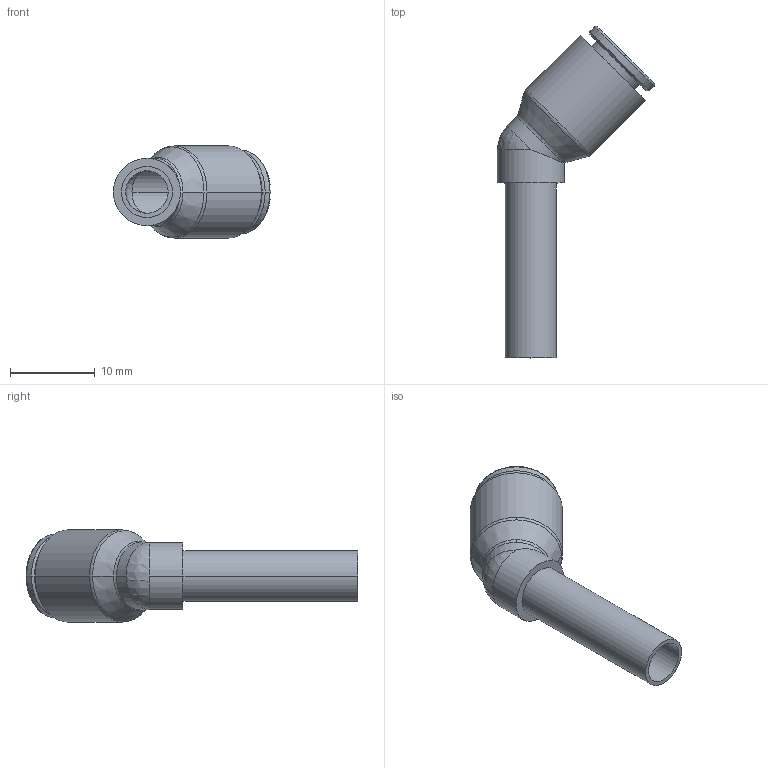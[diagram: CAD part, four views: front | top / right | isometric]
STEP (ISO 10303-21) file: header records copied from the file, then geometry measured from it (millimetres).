
FILE_DESCRIPTION(('STEP AP214'),'1');
FILE_NAME('6380_06_00WP2.stp','2016-07-07T14:17:39',('TraceParts'),('TraceParts S.A.'),'Spatial InterOp 3D',' ',' ');
FILE_SCHEMA(('automotive_design'));
Length unit declared in the file: millimetre
Products named in the file (1): 1
Bounding box: 18.51 x 39.08 x 10.85 mm (x, y, z)
Volume: 1112.2 mm3; surface area: 1839.2 mm2
Topology: 1 solids, 1 shells, 37 faces, 96 edges, 60 vertices
Faces by surface type: cylinder 18, plane 7, torus 6, cone 4, sphere 2
Entity records: 1247 total; most frequent: CARTESIAN_POINT 286, DIRECTION 230, ORIENTED_EDGE 184, AXIS2_PLACEMENT_3D 104, EDGE_CURVE 92, CIRCLE 62, VERTEX_POINT 60, EDGE_LOOP 42
